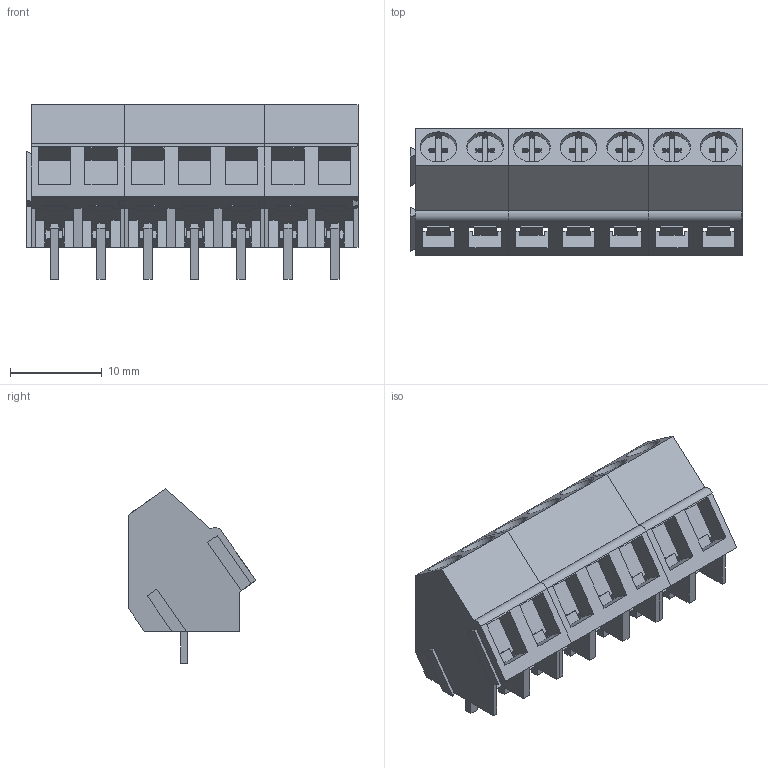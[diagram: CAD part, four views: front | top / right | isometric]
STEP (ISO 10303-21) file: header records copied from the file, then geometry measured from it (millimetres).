
FILE_DESCRIPTION(('CATIA V5 STEP Exchange','CAx-IF Rec.Pracs.--- Model Styling and Organization---1.2---2011-12-15'),'2;1');
FILE_NAME ('D1465156_0_9994580000_9994580000.stp','2018-03-31T07:15:56+00:00',('none'),('Weidmueller'),'CATIA Version 5-6 Release 2014','CATIA V5 STEP AP214','none');
FILE_SCHEMA(('AUTOMOTIVE_DESIGN { 1 0 10303 214 1 1 1 1 }'));
Length unit declared in the file: millimetre
Products named in the file (1): 9994580000
Bounding box: 36.11 x 13.9 x 19 mm (x, y, z)
Volume: 4119.9 mm3; surface area: 4886.4 mm2
Topology: 17 solids, 17 shells, 585 faces, 1632 edges, 1088 vertices
Faces by surface type: plane 540, cylinder 45
Entity records: 18103 total; most frequent: ORIENTED_EDGE 3264, CARTESIAN_POINT 3169, DIRECTION 2510, EDGE_CURVE 1632, VECTOR 1514, LINE 1514, VERTEX_POINT 1088, EDGE_LOOP 606
